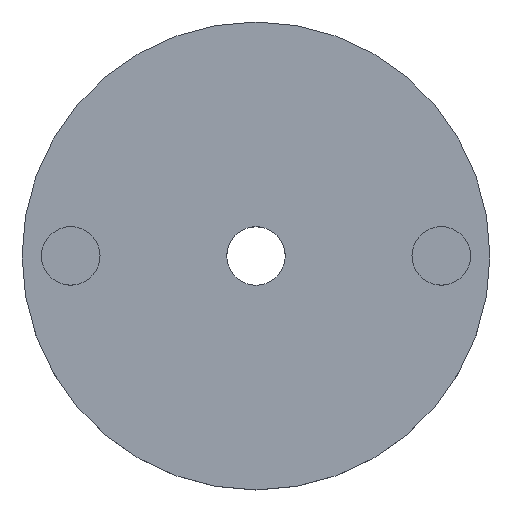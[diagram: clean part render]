
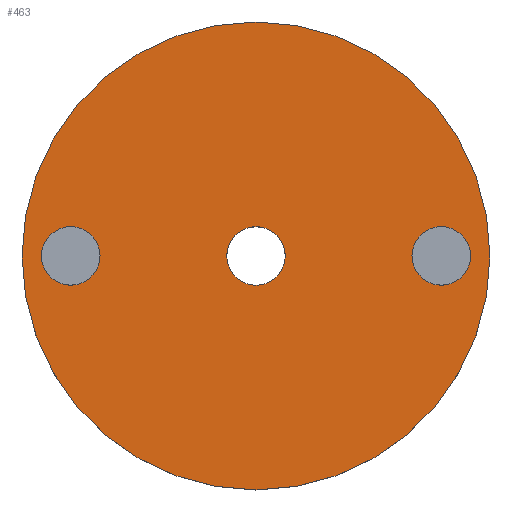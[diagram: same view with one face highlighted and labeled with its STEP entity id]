
A CAD part, top view. The second image highlights one B-rep face of the part: STEP entity #463.
In plain terms, the highlighted planar face has unit normal (0, 0, 1).
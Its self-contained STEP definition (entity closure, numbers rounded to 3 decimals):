
#1 = DIRECTION ( 'NONE',  ( 1., 0., 0. ) ) ;
#6 = VERTEX_POINT ( 'NONE', #271 ) ;
#10 = EDGE_CURVE ( 'NONE', #107, #228, #408, .T. ) ;
#19 = EDGE_CURVE ( 'NONE', #88, #6, #317, .T. ) ;
#22 = CARTESIAN_POINT ( 'NONE',  ( -12., 0., 2.5 ) ) ;
#39 = FACE_OUTER_BOUND ( 'NONE', #233, .T. ) ;
#56 = CARTESIAN_POINT ( 'NONE',  ( -1.5, 0., 2.5 ) ) ;
#67 = DIRECTION ( 'NONE',  ( 1., 0., 0. ) ) ;
#69 = PLANE ( 'NONE',  #251 ) ;
#73 = DIRECTION ( 'NONE',  ( 0., 0., 1. ) ) ;
#78 = CARTESIAN_POINT ( 'NONE',  ( -9.5, 0., 2.5 ) ) ;
#88 = VERTEX_POINT ( 'NONE', #446 ) ;
#94 = EDGE_CURVE ( 'NONE', #313, #337, #582, .T. ) ;
#96 = AXIS2_PLACEMENT_3D ( 'NONE', #506, #285, #514 ) ;
#105 = AXIS2_PLACEMENT_3D ( 'NONE', #171, #73, #67 ) ;
#107 = VERTEX_POINT ( 'NONE', #360 ) ;
#108 = CARTESIAN_POINT ( 'NONE',  ( 0., 0., 2.5 ) ) ;
#114 = AXIS2_PLACEMENT_3D ( 'NONE', #394, #662, #398 ) ;
#128 = CARTESIAN_POINT ( 'NONE',  ( 1.5, 0., 2.5 ) ) ;
#132 = FACE_BOUND ( 'NONE', #679, .T. ) ;
#136 = ORIENTED_EDGE ( 'NONE', *, *, #94, .F. ) ;
#143 = ORIENTED_EDGE ( 'NONE', *, *, #689, .T. ) ;
#150 = DIRECTION ( 'NONE',  ( 0., 0., 1. ) ) ;
#151 = ORIENTED_EDGE ( 'NONE', *, *, #416, .T. ) ;
#160 = ORIENTED_EDGE ( 'NONE', *, *, #477, .F. ) ;
#161 = EDGE_LOOP ( 'NONE', ( #178, #136 ) ) ;
#163 = DIRECTION ( 'NONE',  ( 0., 0., 1. ) ) ;
#166 = ORIENTED_EDGE ( 'NONE', *, *, #10, .F. ) ;
#171 = CARTESIAN_POINT ( 'NONE',  ( 9.5, 0., 2.5 ) ) ;
#175 = DIRECTION ( 'NONE',  ( 1., 0., 0. ) ) ;
#176 = ORIENTED_EDGE ( 'NONE', *, *, #517, .F. ) ;
#178 = ORIENTED_EDGE ( 'NONE', *, *, #510, .F. ) ;
#183 = AXIS2_PLACEMENT_3D ( 'NONE', #78, #163, #246 ) ;
#194 = VERTEX_POINT ( 'NONE', #332 ) ;
#195 = AXIS2_PLACEMENT_3D ( 'NONE', #405, #429, #467 ) ;
#218 = ORIENTED_EDGE ( 'NONE', *, *, #19, .F. ) ;
#228 = VERTEX_POINT ( 'NONE', #581 ) ;
#233 = EDGE_LOOP ( 'NONE', ( #151, #143 ) ) ;
#246 = DIRECTION ( 'NONE',  ( 1., 0., 0. ) ) ;
#247 = AXIS2_PLACEMENT_3D ( 'NONE', #277, #675, #534 ) ;
#251 = AXIS2_PLACEMENT_3D ( 'NONE', #108, #150, #175 ) ;
#271 = CARTESIAN_POINT ( 'NONE',  ( -8., 0., 2.5 ) ) ;
#277 = CARTESIAN_POINT ( 'NONE',  ( 0., 0., 2.5 ) ) ;
#282 = CIRCLE ( 'NONE', #114, 1.5 ) ;
#285 = DIRECTION ( 'NONE',  ( 0., 0., 1. ) ) ;
#294 = CIRCLE ( 'NONE', #344, 1.5 ) ;
#313 = VERTEX_POINT ( 'NONE', #56 ) ;
#317 = CIRCLE ( 'NONE', #183, 1.5 ) ;
#332 = CARTESIAN_POINT ( 'NONE',  ( 12., 0., 2.5 ) ) ;
#337 = VERTEX_POINT ( 'NONE', #128 ) ;
#339 = VERTEX_POINT ( 'NONE', #22 ) ;
#344 = AXIS2_PLACEMENT_3D ( 'NONE', #666, #634, #1 ) ;
#360 = CARTESIAN_POINT ( 'NONE',  ( 11., 0., 2.5 ) ) ;
#394 = CARTESIAN_POINT ( 'NONE',  ( 0., 0., 2.5 ) ) ;
#398 = DIRECTION ( 'NONE',  ( 1., 0., 0. ) ) ;
#405 = CARTESIAN_POINT ( 'NONE',  ( 9.5, 0., 2.5 ) ) ;
#408 = CIRCLE ( 'NONE', #105, 1.5 ) ;
#416 = EDGE_CURVE ( 'NONE', #339, #194, #588, .T. ) ;
#420 = DIRECTION ( 'NONE',  ( 1., 0., 0. ) ) ;
#426 = CIRCLE ( 'NONE', #664, 12. ) ;
#429 = DIRECTION ( 'NONE',  ( 0., 0., 1. ) ) ;
#446 = CARTESIAN_POINT ( 'NONE',  ( -11., 0., 2.5 ) ) ;
#463 = ADVANCED_FACE ( 'NONE', ( #686, #541, #39, #132 ), #69, .T. ) ;
#467 = DIRECTION ( 'NONE',  ( 1., 0., 0. ) ) ;
#477 = EDGE_CURVE ( 'NONE', #228, #107, #649, .T. ) ;
#506 = CARTESIAN_POINT ( 'NONE',  ( 0., 0., 2.5 ) ) ;
#510 = EDGE_CURVE ( 'NONE', #337, #313, #282, .T. ) ;
#514 = DIRECTION ( 'NONE',  ( 1., 0., 0. ) ) ;
#517 = EDGE_CURVE ( 'NONE', #6, #88, #294, .T. ) ;
#521 = EDGE_LOOP ( 'NONE', ( #160, #166 ) ) ;
#534 = DIRECTION ( 'NONE',  ( 1., 0., 0. ) ) ;
#541 = FACE_BOUND ( 'NONE', #161, .T. ) ;
#548 = DIRECTION ( 'NONE',  ( 0., 0., 1. ) ) ;
#575 = CARTESIAN_POINT ( 'NONE',  ( 0., 0., 2.5 ) ) ;
#581 = CARTESIAN_POINT ( 'NONE',  ( 8., 0., 2.5 ) ) ;
#582 = CIRCLE ( 'NONE', #96, 1.5 ) ;
#588 = CIRCLE ( 'NONE', #247, 12. ) ;
#634 = DIRECTION ( 'NONE',  ( 0., 0., 1. ) ) ;
#649 = CIRCLE ( 'NONE', #195, 1.5 ) ;
#662 = DIRECTION ( 'NONE',  ( 0., 0., 1. ) ) ;
#664 = AXIS2_PLACEMENT_3D ( 'NONE', #575, #548, #420 ) ;
#666 = CARTESIAN_POINT ( 'NONE',  ( -9.5, 0., 2.5 ) ) ;
#675 = DIRECTION ( 'NONE',  ( 0., 0., 1. ) ) ;
#679 = EDGE_LOOP ( 'NONE', ( #218, #176 ) ) ;
#686 = FACE_BOUND ( 'NONE', #521, .T. ) ;
#689 = EDGE_CURVE ( 'NONE', #194, #339, #426, .T. ) ;
